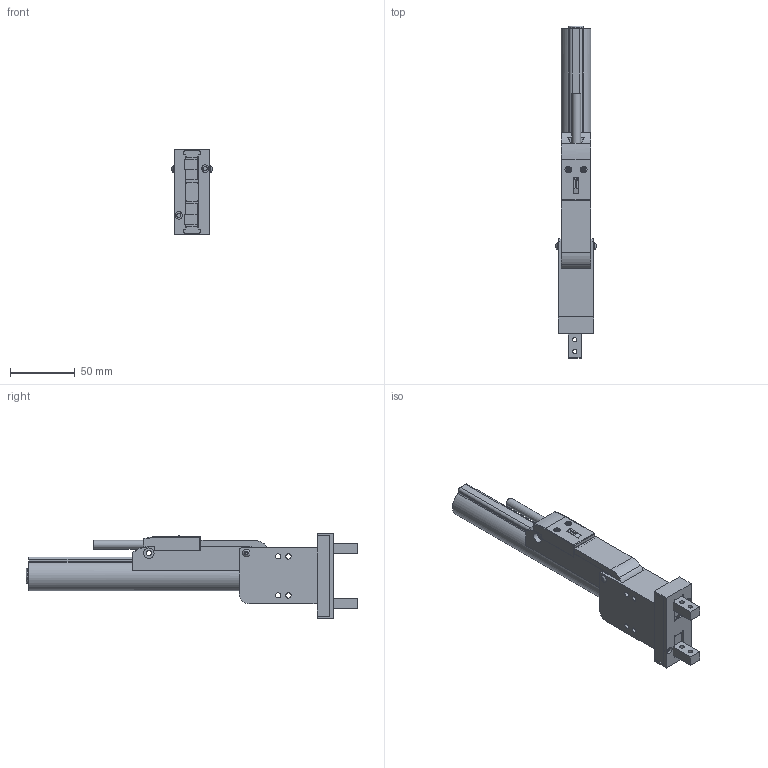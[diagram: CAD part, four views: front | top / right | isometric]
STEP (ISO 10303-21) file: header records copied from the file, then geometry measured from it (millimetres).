
FILE_DESCRIPTION (( 'STEP AP214' ), '1' );
FILE_NAME ('0186-2320_250602_GM50-23Sx160H-XP-K_35-18_GT21_MSxx.STEP', '2025-06-02T10:16:53', ( '' ), ( '' ), 'SwSTEP 2.0', 'SolidWorks 2024', '' );
FILE_SCHEMA (( 'AUTOMOTIVE_DESIGN' ));
Length unit declared in the file: millimetre
Products named in the file (9): 0180-0373_PS01k-DS23S-K_Kabelabgang_vorne; 0180-3969_GM50k-23-Cover; 0230-1141_Lins-Schr_I-6k_M3x12_INOX; 0186-2320_250602_GM50-23Sx160H-XP-K_35-18_GT21_MSxx; GM50k-23_FGR; GM50k-23Sx160H-Stator; GM50k-23-GGH; GM50h-23Sx160H-HP; 0160-0624_Lins.-Schr_I-6rd_M2.5x12_INOX
Assembly tree (11 placements, depth 3):
  0186-2320_250602_GM50-23Sx160H-XP-K_35-18_GT21_MSxx
    GM50h-23Sx160H-HP
      GM50k-23-GGH
      GM50k-23Sx160H-Stator
      0230-1141_Lins-Schr_I-6k_M3x12_INOX  x2
      0180-0373_PS01k-DS23S-K_Kabelabgang_vorne
      0160-0624_Lins.-Schr_I-6rd_M2.5x12_INOX  x2
      0180-3969_GM50k-23-Cover
    GM50k-23_FGR  x2
Bounding box: 30.9 x 255.4 x 66 mm (x, y, z)
Volume: 176248.3 mm3; surface area: 63237.6 mm2
Topology: 15 solids, 15 shells, 1881 faces, 4850 edges, 3110 vertices
Faces by surface type: plane 988, bspline 360, cylinder 301, cone 217, sphere 8, torus 7
Full cylindrical faces by diameter (mm): 0.61 x13, 2.05 x2, 2.4 x2, 2.7 x2, 3 x46, 3.1 x50, 3.2 x2, 3.3 x4, 3.4 x2, 4 x4, 4.2 x6, 5 x4, 5.7 x4, 6.7 x1, 8 x2, 11.6 x1, 12 x2
Entity records: 72429 total; most frequent: CARTESIAN_POINT 19004, ORIENTED_EDGE 8450, DIRECTION 6724, EDGE_CURVE 4225, VERTEX_POINT 2875, LINE 2870, VECTOR 2870, EDGE_LOOP 2058
